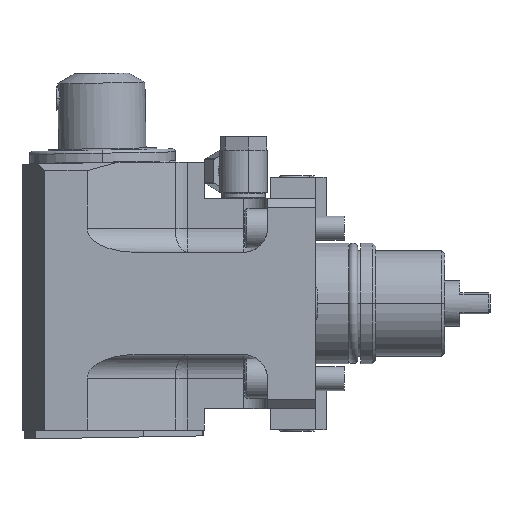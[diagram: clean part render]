
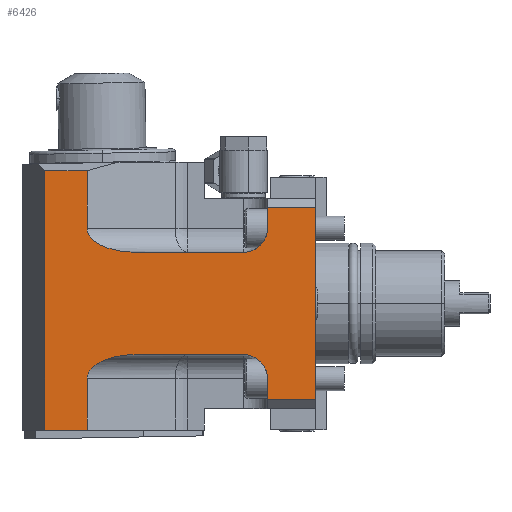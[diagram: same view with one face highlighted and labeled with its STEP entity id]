
A CAD part, front view. The second image highlights one B-rep face of the part: STEP entity #6426.
In plain terms, the highlighted planar face has unit normal (0, -1, 0).
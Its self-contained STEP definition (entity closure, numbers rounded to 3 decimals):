
#13=DIRECTION('',(0.,0.,-1.));
#14=VECTOR('',#13,64.);
#15=CARTESIAN_POINT('',(0.,-35.,32.));
#16=LINE('',#15,#14);
#948=CARTESIAN_POINT('',(-24.,-35.,25.));
#949=DIRECTION('',(0.,1.,0.));
#950=DIRECTION('',(1.,0.,0.));
#951=AXIS2_PLACEMENT_3D('',#948,#949,#950);
#958=DIRECTION('',(-1.,0.,0.));
#959=VECTOR('',#958,36.);
#960=CARTESIAN_POINT('',(-24.,-35.,17.));
#961=LINE('',#960,#959);
#962=DIRECTION('',(0.,0.,-1.));
#963=VECTOR('',#962,7.);
#964=CARTESIAN_POINT('',(-16.,-35.,32.));
#965=LINE('',#964,#963);
#966=DIRECTION('',(-1.,0.,0.));
#967=VECTOR('',#966,16.);
#968=CARTESIAN_POINT('',(0.,-35.,32.));
#969=LINE('',#968,#967);
#970=DIRECTION('',(-1.,0.,0.));
#971=VECTOR('',#970,16.);
#972=CARTESIAN_POINT('',(0.,-35.,-32.));
#973=LINE('',#972,#971);
#974=DIRECTION('',(0.,0.,1.));
#975=VECTOR('',#974,7.);
#976=CARTESIAN_POINT('',(-16.,-35.,-32.));
#977=LINE('',#976,#975);
#978=DIRECTION('',(-1.,0.,0.));
#979=VECTOR('',#978,36.);
#980=CARTESIAN_POINT('',(-24.,-35.,-17.));
#981=LINE('',#980,#979);
#982=DIRECTION('',(0.,0.,1.));
#983=VECTOR('',#982,17.12);
#984=CARTESIAN_POINT('',(-76.,-35.,-42.12));
#985=LINE('',#984,#983);
#986=DIRECTION('',(0.,0.,-1.));
#987=VECTOR('',#986,86.322);
#988=CARTESIAN_POINT('',(-90.039,-35.,44.202));
#989=LINE('',#988,#987);
#990=DIRECTION('',(-1.,0.,0.));
#991=VECTOR('',#990,14.039);
#992=CARTESIAN_POINT('',(-76.,-35.,44.202));
#993=LINE('',#992,#991);
#994=DIRECTION('',(0.,0.,-1.));
#995=VECTOR('',#994,19.202);
#996=CARTESIAN_POINT('',(-76.,-35.,44.202));
#997=LINE('',#996,#995);
#1010=CARTESIAN_POINT('',(-60.,-35.,17.));
#1011=CARTESIAN_POINT('',(-61.,-35.,17.));
#1012=CARTESIAN_POINT('',(-62.908,-35.,17.092));
#1013=CARTESIAN_POINT('',(-65.544,-35.,17.456));
#1014=CARTESIAN_POINT('',(-67.978,-35.,18.022));
#1015=CARTESIAN_POINT('',(-70.21,-35.,18.79));
#1016=CARTESIAN_POINT('',(-71.891,-35.,19.609));
#1017=CARTESIAN_POINT('',(-73.108,-35.,20.392));
#1018=CARTESIAN_POINT('',(-73.948,-35.,21.052));
#1019=CARTESIAN_POINT('',(-74.699,-35.,21.801));
#1020=CARTESIAN_POINT('',(-75.34,-35.,22.66));
#1021=CARTESIAN_POINT('',(-75.749,-35.,23.501));
#1022=CARTESIAN_POINT('',(-75.955,-35.,24.295));
#1023=CARTESIAN_POINT('',(-76.,-35.,24.75));
#1024=CARTESIAN_POINT('',(-76.,-35.,25.));
#1228=DIRECTION('',(-1.,0.,0.));
#1229=VECTOR('',#1228,14.039);
#1230=CARTESIAN_POINT('',(-76.,-35.,-42.12));
#1231=LINE('',#1230,#1229);
#1287=CARTESIAN_POINT('',(-76.,-35.,-25.));
#1288=CARTESIAN_POINT('',(-76.,-35.,-24.75));
#1289=CARTESIAN_POINT('',(-75.955,-35.,-24.295));
#1290=CARTESIAN_POINT('',(-75.749,-35.,-23.501));
#1291=CARTESIAN_POINT('',(-75.34,-35.,-22.66));
#1292=CARTESIAN_POINT('',(-74.699,-35.,-21.801));
#1293=CARTESIAN_POINT('',(-73.948,-35.,-21.052));
#1294=CARTESIAN_POINT('',(-73.108,-35.,-20.392));
#1295=CARTESIAN_POINT('',(-71.891,-35.,-19.609));
#1296=CARTESIAN_POINT('',(-70.21,-35.,-18.79));
#1297=CARTESIAN_POINT('',(-67.978,-35.,-18.022));
#1298=CARTESIAN_POINT('',(-65.544,-35.,-17.456));
#1299=CARTESIAN_POINT('',(-62.908,-35.,-17.092));
#1300=CARTESIAN_POINT('',(-61.,-35.,-17.));
#1301=CARTESIAN_POINT('',(-60.,-35.,-17.));
#1350=CARTESIAN_POINT('',(-24.,-35.,-25.));
#1351=DIRECTION('',(0.,1.,0.));
#1352=DIRECTION('',(0.,0.,1.));
#1353=AXIS2_PLACEMENT_3D('',#1350,#1351,#1352);
#4289=CARTESIAN_POINT('',(0.,-35.,32.));
#4291=VERTEX_POINT('',#4289);
#4292=CARTESIAN_POINT('',(0.,-35.,-32.));
#4294=VERTEX_POINT('',#4292);
#4308=CARTESIAN_POINT('',(-90.039,-35.,-42.12));
#4310=VERTEX_POINT('',#4308);
#4312=CARTESIAN_POINT('',(-90.039,-35.,44.202));
#4314=VERTEX_POINT('',#4312);
#4324=CARTESIAN_POINT('',(-16.,-35.,32.));
#4326=VERTEX_POINT('',#4324);
#4341=CARTESIAN_POINT('',(-76.,-35.,44.202));
#4343=VERTEX_POINT('',#4341);
#4353=CARTESIAN_POINT('',(-16.,-35.,-32.));
#4355=VERTEX_POINT('',#4353);
#4411=CARTESIAN_POINT('',(-24.,-35.,17.));
#4413=VERTEX_POINT('',#4411);
#4422=CARTESIAN_POINT('',(-76.,-35.,25.));
#4423=VERTEX_POINT('',#4422);
#4424=CARTESIAN_POINT('',(-60.,-35.,17.));
#4425=VERTEX_POINT('',#4424);
#4427=CARTESIAN_POINT('',(-60.,-35.,-17.));
#4429=VERTEX_POINT('',#4427);
#4431=CARTESIAN_POINT('',(-76.,-35.,-25.));
#4433=VERTEX_POINT('',#4431);
#4440=CARTESIAN_POINT('',(-24.,-35.,-17.));
#4441=VERTEX_POINT('',#4440);
#4458=CARTESIAN_POINT('',(-16.,-35.,25.));
#4459=VERTEX_POINT('',#4458);
#4460=CARTESIAN_POINT('',(-16.,-35.,-25.));
#4461=VERTEX_POINT('',#4460);
#4462=CARTESIAN_POINT('',(-76.,-35.,-42.12));
#4463=VERTEX_POINT('',#4462);
#6391=CARTESIAN_POINT('',(-107.25,-35.,35.));
#6392=DIRECTION('',(0.,1.,0.));
#6393=DIRECTION('',(0.,0.,-1.));
#6394=AXIS2_PLACEMENT_3D('',#6391,#6392,#6393);
#6395=PLANE('',#6394);
#6397=ORIENTED_EDGE('',*,*,#6396,.F.);
#6398=ORIENTED_EDGE('',*,*,#6382,.F.);
#6399=ORIENTED_EDGE('',*,*,#6351,.F.);
#6400=ORIENTED_EDGE('',*,*,#6335,.F.);
#6401=ORIENTED_EDGE('',*,*,#5317,.T.);
#6403=ORIENTED_EDGE('',*,*,#6402,.T.);
#6405=ORIENTED_EDGE('',*,*,#6404,.T.);
#6407=ORIENTED_EDGE('',*,*,#6406,.F.);
#6409=ORIENTED_EDGE('',*,*,#6408,.T.);
#6411=ORIENTED_EDGE('',*,*,#6410,.F.);
#6413=ORIENTED_EDGE('',*,*,#6412,.F.);
#6415=ORIENTED_EDGE('',*,*,#6414,.T.);
#6417=ORIENTED_EDGE('',*,*,#6416,.F.);
#6419=ORIENTED_EDGE('',*,*,#6418,.F.);
#6421=ORIENTED_EDGE('',*,*,#6420,.T.);
#6423=ORIENTED_EDGE('',*,*,#6422,.F.);
#6424=EDGE_LOOP('',(#6397,#6398,#6399,#6400,#6401,#6403,#6405,#6407,#6409,#6411,
#6413,#6415,#6417,#6419,#6421,#6423));
#6425=FACE_OUTER_BOUND('',#6424,.F.);
#6426=ADVANCED_FACE('',(#6425),#6395,.F.);
#952=CIRCLE('',#951,8.);
#1025=B_SPLINE_CURVE_WITH_KNOTS('',3,(#1010,#1011,#1012,#1013,#1014,#1015,#1016,
#1017,#1018,#1019,#1020,#1021,#1022,#1023,#1024),.UNSPECIFIED.,.F.,.F.,(4,1,1,1,
1,1,1,1,1,1,1,1,4),(0.,0.125,0.25,0.375,0.5,0.625,0.688,0.75,
0.813,0.875,0.938,0.969,1.),.UNSPECIFIED.);
#1302=B_SPLINE_CURVE_WITH_KNOTS('',3,(#1287,#1288,#1289,#1290,#1291,#1292,#1293,
#1294,#1295,#1296,#1297,#1298,#1299,#1300,#1301),.UNSPECIFIED.,.F.,.F.,(4,1,1,1,
1,1,1,1,1,1,1,1,4),(0.,0.031,0.063,0.125,0.188,0.25,0.313,
0.375,0.5,0.625,0.75,0.875,1.),.UNSPECIFIED.);
#1354=CIRCLE('',#1353,8.);
#5317=EDGE_CURVE('',#4291,#4294,#16,.T.);
#6335=EDGE_CURVE('',#4291,#4326,#969,.T.);
#6351=EDGE_CURVE('',#4326,#4459,#965,.T.);
#6382=EDGE_CURVE('',#4459,#4413,#952,.T.);
#6396=EDGE_CURVE('',#4413,#4425,#961,.T.);
#6402=EDGE_CURVE('',#4294,#4355,#973,.T.);
#6404=EDGE_CURVE('',#4355,#4461,#977,.T.);
#6406=EDGE_CURVE('',#4441,#4461,#1354,.T.);
#6408=EDGE_CURVE('',#4441,#4429,#981,.T.);
#6410=EDGE_CURVE('',#4433,#4429,#1302,.T.);
#6412=EDGE_CURVE('',#4463,#4433,#985,.T.);
#6414=EDGE_CURVE('',#4463,#4310,#1231,.T.);
#6416=EDGE_CURVE('',#4314,#4310,#989,.T.);
#6418=EDGE_CURVE('',#4343,#4314,#993,.T.);
#6420=EDGE_CURVE('',#4343,#4423,#997,.T.);
#6422=EDGE_CURVE('',#4425,#4423,#1025,.T.);
